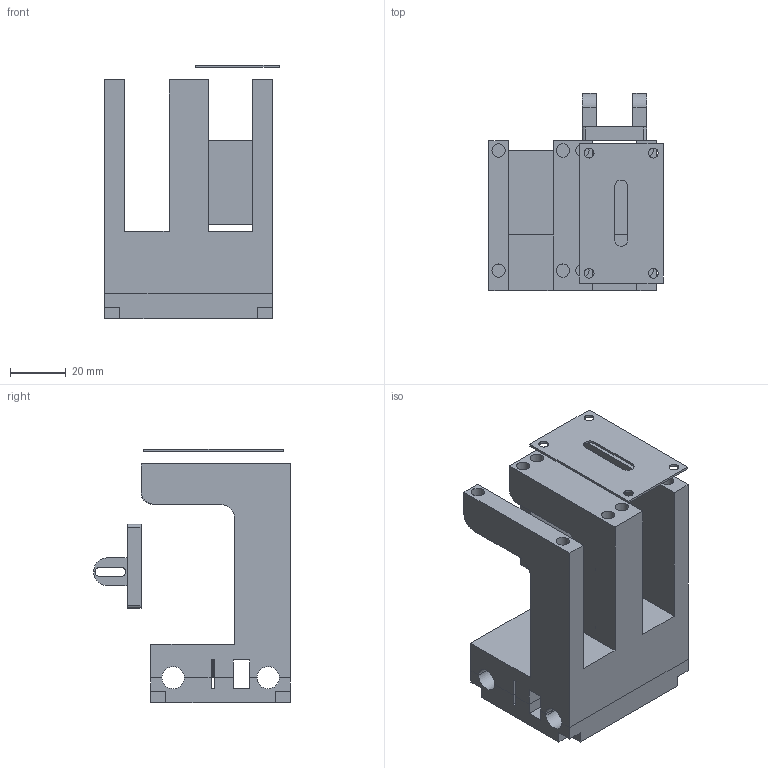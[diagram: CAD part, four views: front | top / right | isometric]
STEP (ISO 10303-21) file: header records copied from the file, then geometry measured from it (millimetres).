
FILE_DESCRIPTION(/* description */ (''),/* implementation_level */ '2;1');
FILE_NAME(/* name */ 'Single Spout Faceplate Mount.step',/* time_stamp */ '2025-05-16T10:02:02-04:00',/* author */ (''),/* organization */ (''),/* preprocessor_version */ 'ST-DEVELOPER v20.1',/* originating_system */ 'Autodesk Translation Framework v14.4.0.0',/* authorisation */ '');
FILE_SCHEMA (('AUTOMOTIVE_DESIGN { 1 0 10303 214 3 1 1 }'));
Length unit declared in the file: inch
Products named in the file (5): Spout Faceplate - 3 spout rig!; 3 port spout faceplate; spout-faceplate-mount; Teflon holder bracket; 2025-05-07-14-56-23-331
Assembly tree (4 placements, depth 3):
  Spout Faceplate - 3 spout rig!
    3 port spout faceplate
    spout-faceplate-mount
      Teflon holder bracket
    2025-05-07-14-56-23-331
Bounding box: 62.4 x 70.5 x 90.79 mm (x, y, z)
Volume: 108702.3 mm3; surface area: 44433.4 mm2
Topology: 6 solids, 6 shells, 277 faces, 732 edges, 488 vertices
Faces by surface type: plane 156, cylinder 121
Full cylindrical faces by diameter (mm): 2.05 x4, 3 x8, 3.01 x2, 3.05 x2, 3.5 x4, 4.762 x8
Entity records: 8830 total; most frequent: DIRECTION 1550, CARTESIAN_POINT 1506, ORIENTED_EDGE 1464, EDGE_CURVE 732, AXIS2_PLACEMENT_3D 532, VERTEX_POINT 488, LINE 486, VECTOR 486
